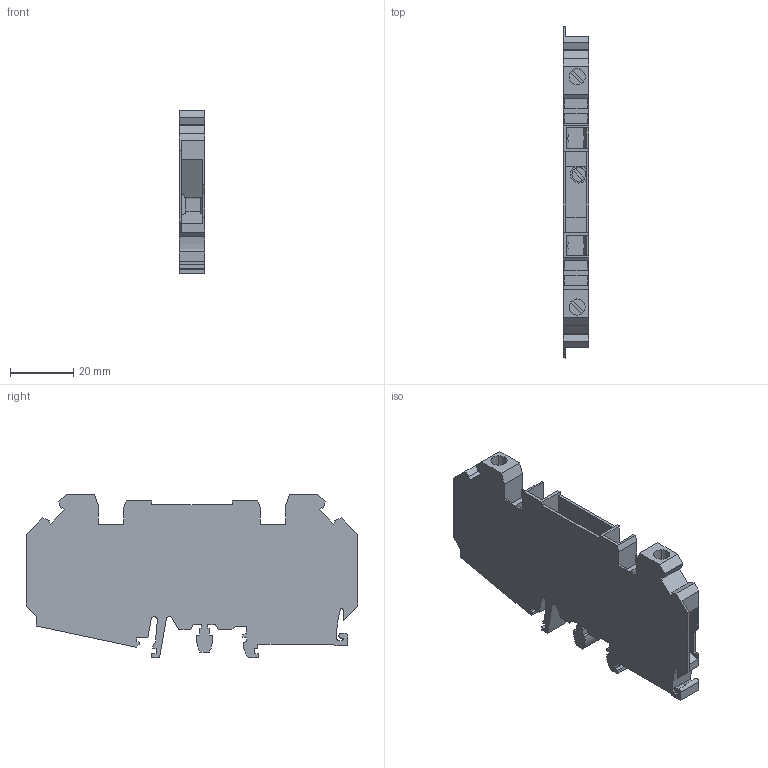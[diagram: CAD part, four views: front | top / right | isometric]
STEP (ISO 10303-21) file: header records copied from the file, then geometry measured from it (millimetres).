
FILE_DESCRIPTION(('Creo Elements/Direct Modeling STEP Export'),'2;1');
FILE_NAME('model.stp','2021-02-25T 8:25:25',(''),(''),'Creo Elements/Direct Modeling STEP processor for AP214 (Solid Model)','Creo Elements/Direct Modeling 20.1D 10-Oct-2020 (C) Parametric Technology GmbH','');
FILE_SCHEMA(('AUTOMOTIVE_DESIGN { 1 0 10303 214 1 1 1 1 }'));
Length unit declared in the file: millimetre
Products named in the file (2): UT_6_T_SP_RD-select
Assembly tree (1 placements, depth 2):
  UT_6_T_SP_RD-select
    UT_6_T_SP_RD-select
Bounding box: 8.15 x 105.2 x 51.8 mm (x, y, z)
Volume: 25718.5 mm3; surface area: 16293.3 mm2
Topology: 1 solids, 1 shells, 224 faces, 659 edges, 440 vertices
Faces by surface type: plane 195, cylinder 29
Entity records: 8951 total; most frequent: ORIENTED_EDGE 1318, CARTESIAN_POINT 1282, DIRECTION 1111, EDGE_CURVE 659, VECTOR 573, LINE 573, VERTEX_POINT 440, AXIS2_PLACEMENT_3D 269
